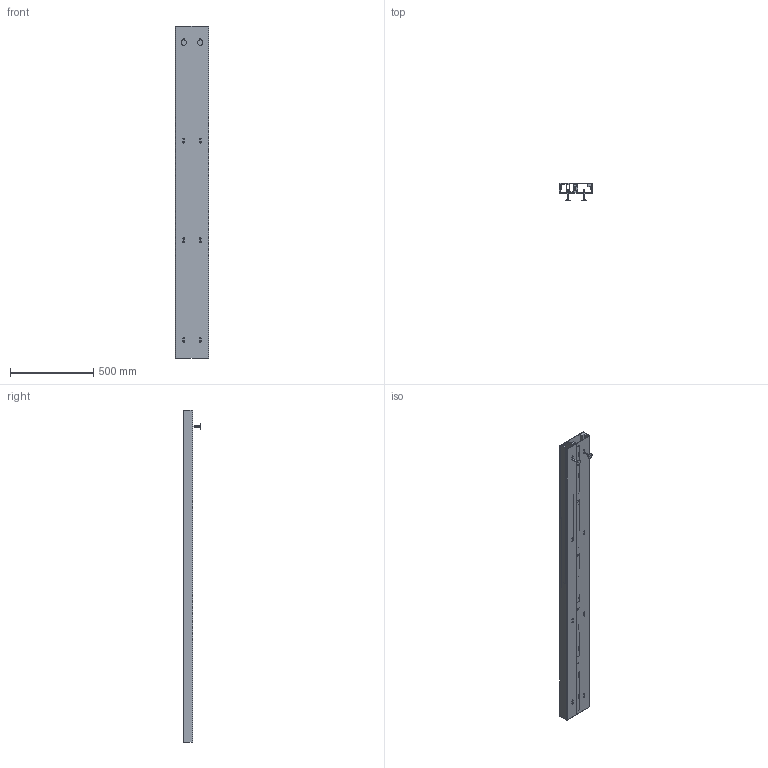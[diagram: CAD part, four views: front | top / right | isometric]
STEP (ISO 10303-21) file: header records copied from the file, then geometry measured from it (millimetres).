
FILE_DESCRIPTION((''),'2;1');
FILE_NAME('BKB200601_BKB2002_ASM','2022-11-08T09:29:38',('hollstem'),(''),'CREO PARAMETRIC BY PTC INC, 2022024','CREO PARAMETRIC BY PTC INC, 2022024','');
FILE_SCHEMA(('AUTOMOTIVE_DESIGN { 1 0 10303 214 1 1 1 1 }'));
Length unit declared in the file: millimetre
Products named in the file (21): T-01017; T-01028_AF0; T-01515_ASM; T-01024; T-01025_AF0; T-01026_ASM; T-01531_ASM; T-01031; 63187-M; 63189-M_ASM; 21045-M; 21042-M; 66107-M_ASM; BKB200601_ASM; 1BKB2002; T-01050; T-01512_ASM; T-01048; T-01046_ASM; BKB2002_ASM; BKB200601_BKB2002_ASM
Assembly tree (25 placements, depth 5):
  BKB200601_BKB2002_ASM
    BKB200601_ASM
      T-01017
      T-01515_ASM
        T-01028_AF0
      T-01024
      T-01531_ASM
        T-01026_ASM
          T-01025_AF0
      T-01031
      63189-M_ASM  x5
        63187-M
      66107-M_ASM  x2
        21045-M
        21042-M
    BKB2002_ASM
      1BKB2002
      T-01512_ASM
        T-01050
      T-01046_ASM
        T-01048
Bounding box: 200 x 108 x 2000 mm (x, y, z)
Volume: 5421920.6 mm3; surface area: 3111885.3 mm2
Topology: 17 solids, 47 shells, 419 faces, 2762 edges, 2485 vertices
Faces by surface type: plane 255, cylinder 118, torus 32, cone 14
Entity records: 28773 total; most frequent: CARTESIAN_POINT 4865, DIRECTION 2981, PROPERTY_DEFINITION 1476, REPRESENTATION 1462, PROPERTY_DEFINITION_REPRESENTATION 1462, ORIENTED_EDGE 1262, DESCRIPTIVE_REPRESENTATION_ITEM 1259, GENERAL_PROPERTY 1256
